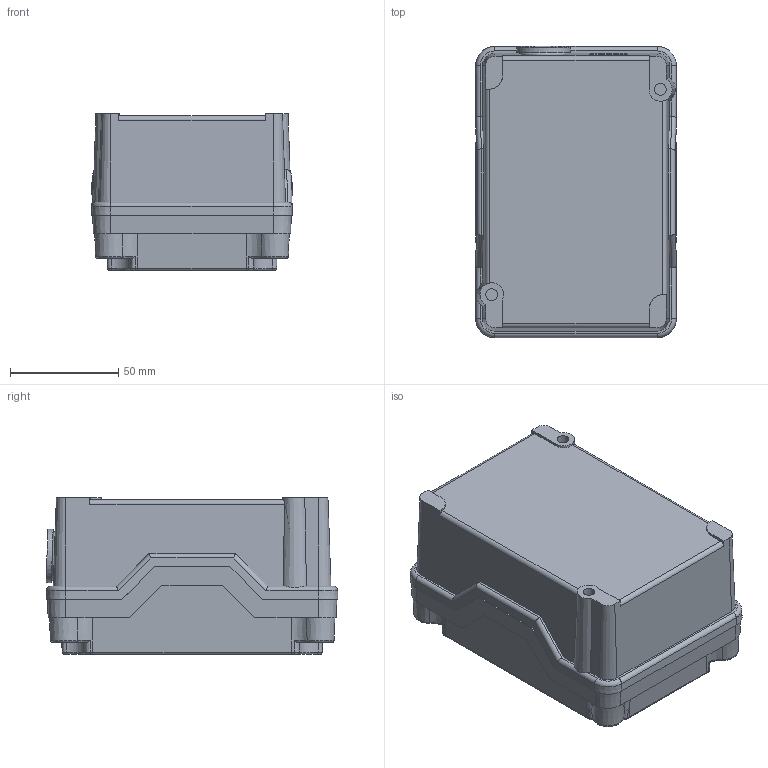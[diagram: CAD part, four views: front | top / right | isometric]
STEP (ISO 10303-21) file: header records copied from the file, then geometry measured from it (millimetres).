
FILE_DESCRIPTION((''),'2;1');
FILE_NAME('1004C13.stp','2007-11-21T10:19:04',('Philipp'),(''),'Autodesk Inventor 2008','Autodesk Inventor 2008','');
FILE_SCHEMA(('AUTOMOTIVE_DESIGN { 1 0 10303 214 1 1 1 1 }'));
Length unit declared in the file: millimetre
Products named in the file (8): 1004C13; enclosure_back; enclosure_front; ISO 7045 Z M4 x 5 - 4.8 - Z; DIN 125-1 B B 4; ISO 7045 H M3.5 x 25 - 4.8 - H; M20; washer
Assembly tree (12 placements, depth 2):
  1004C13
    enclosure_back
    enclosure_front
    ISO 7045 Z M4 x 5 - 4.8 - Z  x2
    DIN 125-1 B B 4  x2
    ISO 7045 H M3.5 x 25 - 4.8 - H  x4
    M20
    washer
Bounding box: 93 x 135.13 x 72.5 mm (x, y, z)
Volume: 285974.3 mm3; surface area: 110214.9 mm2
Topology: 12 solids, 12 shells, 504 faces, 1321 edges, 860 vertices
Faces by surface type: plane 204, cone 119, cylinder 67, torus 59, bspline 49, sphere 6
Full cylindrical faces by diameter (mm): 3.175 x4, 3.5 x8, 3.621 x2, 4 x2, 4.3 x2, 9 x2, 19 x2, 24.75 x1, 30 x2
Entity records: 13566 total; most frequent: CARTESIAN_POINT 4554, ORIENTED_EDGE 1854, DIRECTION 1763, EDGE_CURVE 927, AXIS2_PLACEMENT_3D 676, VERTEX_POINT 631, EDGE_LOOP 448, VECTOR 411
